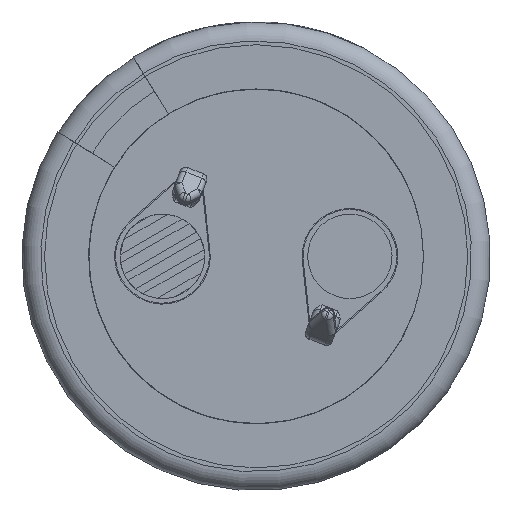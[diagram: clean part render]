
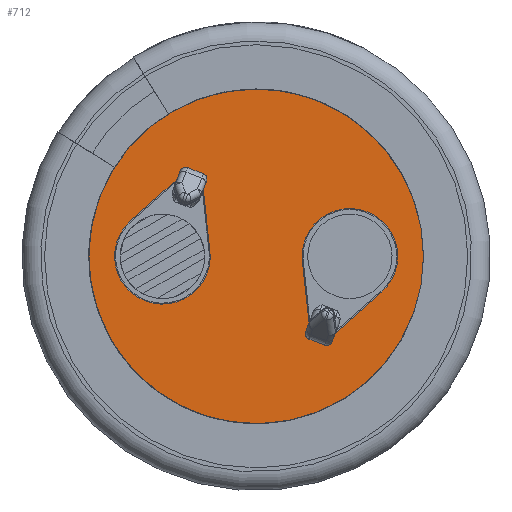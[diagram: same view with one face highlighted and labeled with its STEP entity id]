
A CAD part, front view. The second image highlights one B-rep face of the part: STEP entity #712.
In plain terms, the highlighted planar face has unit normal (0, -1, 0).
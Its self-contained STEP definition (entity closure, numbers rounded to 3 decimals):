
#712 = ADVANCED_FACE( '', ( #1986, #1987, #1988 ), #1989, .T. );
#1986 = FACE_OUTER_BOUND( '', #4054, .T. );
#1987 = FACE_BOUND( '', #4055, .T. );
#1988 = FACE_BOUND( '', #4056, .T. );
#1989 = PLANE( '', #4057 );
#4054 = EDGE_LOOP( '', ( #8136 ) );
#4055 = EDGE_LOOP( '', ( #8137, #8138, #8139, #8140 ) );
#4056 = EDGE_LOOP( '', ( #8141, #8142, #8143, #8144 ) );
#4057 = AXIS2_PLACEMENT_3D( '', #8145, #8146, #8147 );
#8136 = ORIENTED_EDGE( '', *, *, #13049, .T. );
#8137 = ORIENTED_EDGE( '', *, *, #13050, .F. );
#8138 = ORIENTED_EDGE( '', *, *, #13051, .F. );
#8139 = ORIENTED_EDGE( '', *, *, #13052, .F. );
#8140 = ORIENTED_EDGE( '', *, *, #13053, .F. );
#8141 = ORIENTED_EDGE( '', *, *, #13054, .T. );
#8142 = ORIENTED_EDGE( '', *, *, #13055, .T. );
#8143 = ORIENTED_EDGE( '', *, *, #13056, .T. );
#8144 = ORIENTED_EDGE( '', *, *, #13057, .T. );
#8145 = CARTESIAN_POINT( '', ( 0., 0., 0. ) );
#8146 = DIRECTION( '', ( 0., -1., 0. ) );
#8147 = DIRECTION( '', ( 1., 0., 0. ) );
#13049 = EDGE_CURVE( '', #15286, #15286, #15287, .T. );
#13050 = EDGE_CURVE( '', #15288, #15289, #15290, .T. );
#13051 = EDGE_CURVE( '', #15291, #15288, #15292, .T. );
#13052 = EDGE_CURVE( '', #15293, #15291, #15294, .T. );
#13053 = EDGE_CURVE( '', #15289, #15293, #15295, .T. );
#13054 = EDGE_CURVE( '', #15296, #15297, #15298, .T. );
#13055 = EDGE_CURVE( '', #15297, #15299, #15300, .T. );
#13056 = EDGE_CURVE( '', #15299, #15301, #15302, .T. );
#13057 = EDGE_CURVE( '', #15301, #15296, #15303, .T. );
#15286 = VERTEX_POINT( '', #18684 );
#15287 = CIRCLE( '', #18685, 10.357 );
#15288 = VERTEX_POINT( '', #18686 );
#15289 = VERTEX_POINT( '', #18687 );
#15290 = LINE( '', #18688, #18689 );
#15291 = VERTEX_POINT( '', #18690 );
#15292 = LINE( '', #18691, #18692 );
#15293 = VERTEX_POINT( '', #18693 );
#15294 = LINE( '', #18694, #18695 );
#15295 = CIRCLE( '', #18696, 2.55 );
#15296 = VERTEX_POINT( '', #18697 );
#15297 = VERTEX_POINT( '', #18698 );
#15298 = LINE( '', #18699, #18700 );
#15299 = VERTEX_POINT( '', #18701 );
#15300 = LINE( '', #18702, #18703 );
#15301 = VERTEX_POINT( '', #18704 );
#15302 = LINE( '', #18705, #18706 );
#15303 = CIRCLE( '', #18707, 2.55 );
#18684 = CARTESIAN_POINT( '', ( 10.357, 0., 0. ) );
#18685 = AXIS2_PLACEMENT_3D( '', #24882, #24883, #24884 );
#18686 = CARTESIAN_POINT( '', ( -4.27, 0., 4.059 ) );
#18687 = CARTESIAN_POINT( '', ( -6.694, 0., 1.906 ) );
#18688 = CARTESIAN_POINT( '', ( -4.27, 0., 4.059 ) );
#18689 = VECTOR( '', #24885, 1000. );
#18690 = CARTESIAN_POINT( '', ( -2.814, 0., 3.497 ) );
#18691 = CARTESIAN_POINT( '', ( -2.814, 0., 3.497 ) );
#18692 = VECTOR( '', #24886, 1000. );
#18693 = CARTESIAN_POINT( '', ( -2.465, 0., 0.274 ) );
#18694 = CARTESIAN_POINT( '', ( -2.465, 0., 0.274 ) );
#18695 = VECTOR( '', #24887, 1000. );
#18696 = AXIS2_PLACEMENT_3D( '', #24888, #24889, #24890 );
#18697 = CARTESIAN_POINT( '', ( 6.694, 0., -1.906 ) );
#18698 = CARTESIAN_POINT( '', ( 4.27, 0., -4.059 ) );
#18699 = CARTESIAN_POINT( '', ( 6.694, 0., -1.906 ) );
#18700 = VECTOR( '', #24891, 1000. );
#18701 = CARTESIAN_POINT( '', ( 2.814, 0., -3.497 ) );
#18702 = CARTESIAN_POINT( '', ( 4.27, 0., -4.059 ) );
#18703 = VECTOR( '', #24892, 1000. );
#18704 = CARTESIAN_POINT( '', ( 2.465, 0., -0.274 ) );
#18705 = CARTESIAN_POINT( '', ( 2.814, 0., -3.497 ) );
#18706 = VECTOR( '', #24893, 1000. );
#18707 = AXIS2_PLACEMENT_3D( '', #24894, #24895, #24896 );
#24882 = CARTESIAN_POINT( '', ( 0., 0., 0. ) );
#24883 = DIRECTION( '', ( 0., -1., 0. ) );
#24884 = DIRECTION( '', ( 1., 0., 0. ) );
#24885 = DIRECTION( '', ( -0.748, 0., -0.664 ) );
#24886 = DIRECTION( '', ( -0.933, 0., 0.36 ) );
#24887 = DIRECTION( '', ( -0.108, 0., 0.994 ) );
#24888 = CARTESIAN_POINT( '', ( -5., 0., 0. ) );
#24889 = DIRECTION( '', ( 0., -1., 0. ) );
#24890 = DIRECTION( '', ( 0., 0., 1. ) );
#24891 = DIRECTION( '', ( -0.748, 0., -0.664 ) );
#24892 = DIRECTION( '', ( -0.933, 0., 0.36 ) );
#24893 = DIRECTION( '', ( -0.108, 0., 0.994 ) );
#24894 = CARTESIAN_POINT( '', ( 5., 0., 0. ) );
#24895 = DIRECTION( '', ( 0., 1., 0. ) );
#24896 = DIRECTION( '', ( 0., 0., -1. ) );
